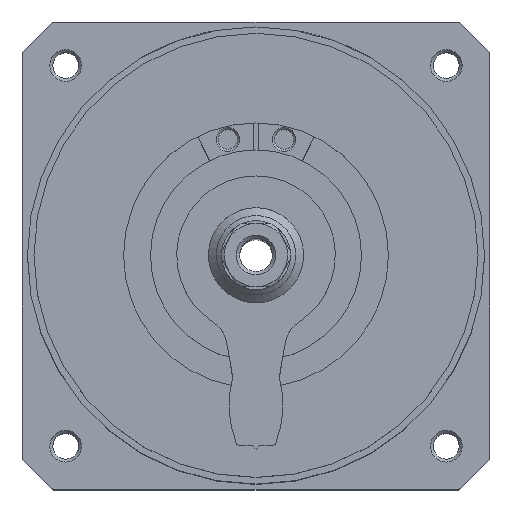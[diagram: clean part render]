
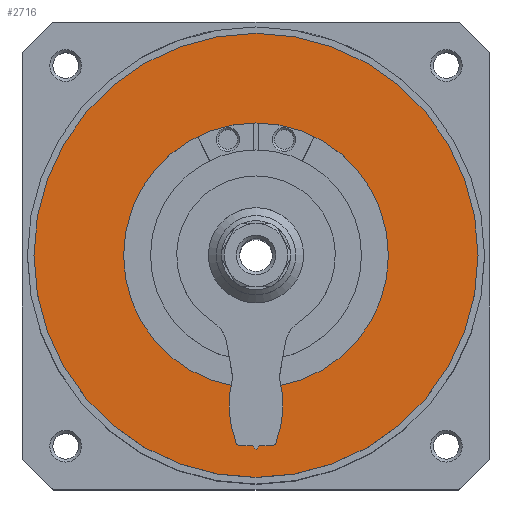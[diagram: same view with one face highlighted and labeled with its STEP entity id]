
A CAD part, top view. The second image highlights one B-rep face of the part: STEP entity #2716.
In plain terms, the highlighted face is planar.
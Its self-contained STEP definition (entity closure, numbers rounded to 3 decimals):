
#119=PLANE('',#2996);
#522=ORIENTED_EDGE('',*,*,#1152,.F.);
#523=ORIENTED_EDGE('',*,*,#1153,.T.);
#1152=EDGE_CURVE('',#1479,#1479,#1739,.T.);
#1153=EDGE_CURVE('',#1480,#1480,#1740,.T.);
#1479=VERTEX_POINT('',#4446);
#1480=VERTEX_POINT('',#4448);
#1739=CIRCLE('',#2997,28.);
#1740=CIRCLE('',#2998,16.7);
#1963=EDGE_LOOP('',(#522));
#1964=EDGE_LOOP('',(#523));
#2318=FACE_BOUND('',#1963,.T.);
#2319=FACE_BOUND('',#1964,.T.);
#2716=ADVANCED_FACE('',(#2318,#2319),#119,.F.);
#2996=AXIS2_PLACEMENT_3D('',#4444,#3497,#3498);
#2997=AXIS2_PLACEMENT_3D('',#4445,#3499,#3500);
#2998=AXIS2_PLACEMENT_3D('',#4447,#3501,#3502);
#3497=DIRECTION('',(1.,0.,0.));
#3498=DIRECTION('',(0.,0.,-1.));
#3499=DIRECTION('',(1.,0.,0.));
#3500=DIRECTION('',(0.,0.,-1.));
#3501=DIRECTION('',(1.,0.,0.));
#3502=DIRECTION('',(0.,0.,-1.));
#4444=CARTESIAN_POINT('',(-50.,0.,0.));
#4445=CARTESIAN_POINT('',(-50.,0.,0.));
#4446=CARTESIAN_POINT('',(-50.,0.,-28.));
#4447=CARTESIAN_POINT('',(-50.,0.,0.));
#4448=CARTESIAN_POINT('',(-50.,0.,-16.7));
